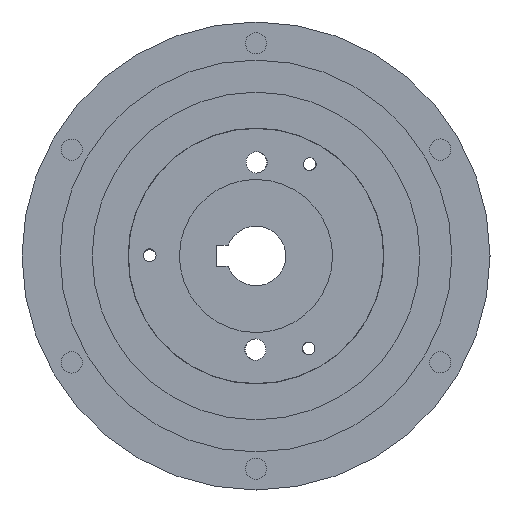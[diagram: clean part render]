
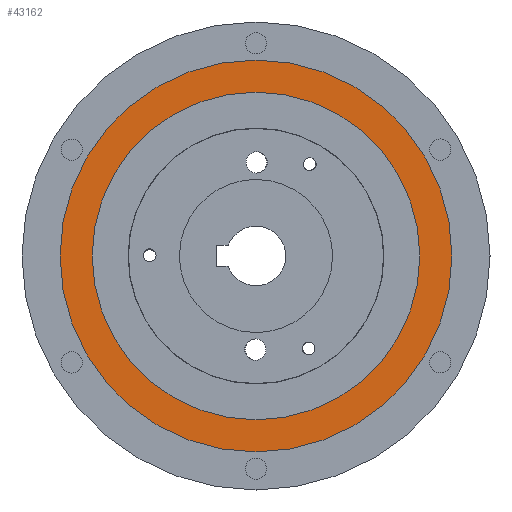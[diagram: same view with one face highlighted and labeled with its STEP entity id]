
A CAD part, left-side view. The second image highlights one B-rep face of the part: STEP entity #43162.
In plain terms, the highlighted planar face has unit normal (-1, 0, 0).
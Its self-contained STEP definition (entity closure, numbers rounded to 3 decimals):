
#177 = ORIENTED_EDGE ( 'NONE', *, *, #49428, .T. ) ;
#4274 = DIRECTION ( 'NONE',  ( 0., 0., 1. ) ) ;
#4453 = DIRECTION ( 'NONE',  ( 0., 0., 1. ) ) ;
#7539 = AXIS2_PLACEMENT_3D ( 'NONE', #34198, #29320, #33781 ) ;
#9950 = DIRECTION ( 'NONE',  ( 0., 0., 1. ) ) ;
#11445 = EDGE_LOOP ( 'NONE', ( #29162, #42762 ) ) ;
#20189 = CARTESIAN_POINT ( 'NONE',  ( -19.571, 0., 0. ) ) ;
#22219 = AXIS2_PLACEMENT_3D ( 'NONE', #22991, #37866, #33589 ) ;
#22991 = CARTESIAN_POINT ( 'NONE',  ( -19.571, 0., 0. ) ) ;
#25673 = CIRCLE ( 'NONE', #56391, 46.05 ) ;
#26545 = FACE_BOUND ( 'NONE', #11445, .T. ) ;
#28105 = FACE_OUTER_BOUND ( 'NONE', #60318, .T. ) ;
#29162 = ORIENTED_EDGE ( 'NONE', *, *, #50898, .F. ) ;
#29320 = DIRECTION ( 'NONE',  ( 1., 0., 0. ) ) ;
#29564 = DIRECTION ( 'NONE',  ( -1., 0., 0. ) ) ;
#29702 = VERTEX_POINT ( 'NONE', #60086 ) ;
#33476 = CARTESIAN_POINT ( 'NONE',  ( -19.571, 0., 0. ) ) ;
#33589 = DIRECTION ( 'NONE',  ( 0., 0., 1. ) ) ;
#33781 = DIRECTION ( 'NONE',  ( 0., 0., -1. ) ) ;
#34198 = CARTESIAN_POINT ( 'NONE',  ( -19.571, 38.5, 0. ) ) ;
#37749 = DIRECTION ( 'NONE',  ( -1., 0., 0. ) ) ;
#37866 = DIRECTION ( 'NONE',  ( -1., 0., 0. ) ) ;
#38543 = VERTEX_POINT ( 'NONE', #59720 ) ;
#38919 = CIRCLE ( 'NONE', #47283, 38.5 ) ;
#42762 = ORIENTED_EDGE ( 'NONE', *, *, #47731, .F. ) ;
#43162 = ADVANCED_FACE ( 'NONE', ( #26545, #28105 ), #43772, .F. ) ;
#43772 = PLANE ( 'NONE',  #7539 ) ;
#44014 = CIRCLE ( 'NONE', #44955, 46.05 ) ;
#44955 = AXIS2_PLACEMENT_3D ( 'NONE', #20189, #29564, #9950 ) ;
#46045 = CARTESIAN_POINT ( 'NONE',  ( -19.571, 0., 46.05 ) ) ;
#47283 = AXIS2_PLACEMENT_3D ( 'NONE', #33476, #37749, #4274 ) ;
#47731 = EDGE_CURVE ( 'NONE', #38543, #29702, #38919, .T. ) ;
#49428 = EDGE_CURVE ( 'NONE', #61634, #52100, #44014, .T. ) ;
#49791 = CIRCLE ( 'NONE', #22219, 38.5 ) ;
#50391 = EDGE_CURVE ( 'NONE', #52100, #61634, #25673, .T. ) ;
#50898 = EDGE_CURVE ( 'NONE', #29702, #38543, #49791, .T. ) ;
#52100 = VERTEX_POINT ( 'NONE', #57986 ) ;
#53626 = DIRECTION ( 'NONE',  ( -1., 0., 0. ) ) ;
#56391 = AXIS2_PLACEMENT_3D ( 'NONE', #61935, #53626, #4453 ) ;
#57986 = CARTESIAN_POINT ( 'NONE',  ( -19.571, 0., -46.05 ) ) ;
#59720 = CARTESIAN_POINT ( 'NONE',  ( -19.571, 0., -38.5 ) ) ;
#60086 = CARTESIAN_POINT ( 'NONE',  ( -19.571, 0., 38.5 ) ) ;
#60231 = ORIENTED_EDGE ( 'NONE', *, *, #50391, .T. ) ;
#60318 = EDGE_LOOP ( 'NONE', ( #177, #60231 ) ) ;
#61634 = VERTEX_POINT ( 'NONE', #46045 ) ;
#61935 = CARTESIAN_POINT ( 'NONE',  ( -19.571, 0., 0. ) ) ;
